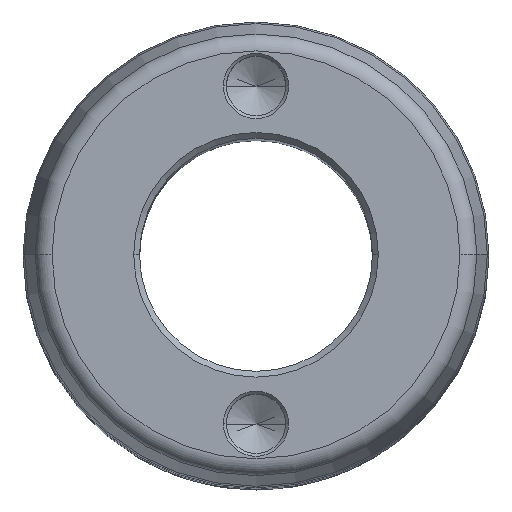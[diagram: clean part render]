
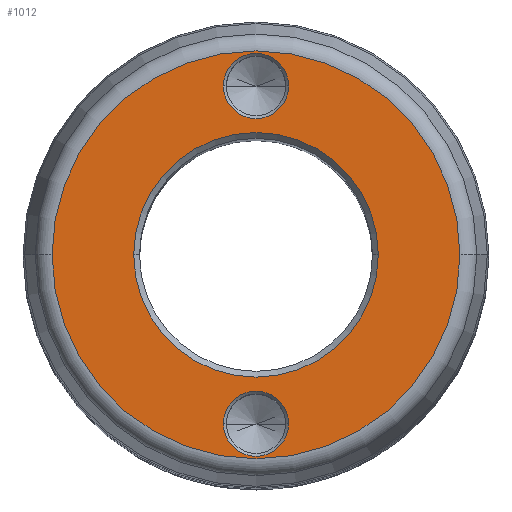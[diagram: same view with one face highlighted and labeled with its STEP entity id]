
A CAD part, top view. The second image highlights one B-rep face of the part: STEP entity #1012.
In plain terms, the highlighted planar face has unit normal (0, 0, 1).
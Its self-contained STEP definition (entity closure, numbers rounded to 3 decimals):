
#28 = CARTESIAN_POINT ( 'NONE',  ( -5.6, 29., 224. ) ) ;
#49 = AXIS2_PLACEMENT_3D ( 'NONE', #1949, #2539, #1659 ) ;
#52 = AXIS2_PLACEMENT_3D ( 'NONE', #3569, #451, #1289 ) ;
#53 = DIRECTION ( 'NONE',  ( 0., 0., 1. ) ) ;
#109 = ORIENTED_EDGE ( 'NONE', *, *, #447, .T. ) ;
#114 = EDGE_LOOP ( 'NONE', ( #424, #3308 ) ) ;
#116 = ORIENTED_EDGE ( 'NONE', *, *, #2831, .T. ) ;
#231 = DIRECTION ( 'NONE',  ( 1., 0., 0. ) ) ;
#260 = DIRECTION ( 'NONE',  ( 0., 0., -1. ) ) ;
#325 = EDGE_CURVE ( 'NONE', #1454, #694, #2860, .T. ) ;
#424 = ORIENTED_EDGE ( 'NONE', *, *, #1405, .T. ) ;
#447 = EDGE_CURVE ( 'NONE', #1406, #2374, #2363, .T. ) ;
#451 = DIRECTION ( 'NONE',  ( 0., 0., -1. ) ) ;
#521 = FACE_BOUND ( 'NONE', #2896, .T. ) ;
#522 = CARTESIAN_POINT ( 'NONE',  ( 0., -29., 224. ) ) ;
#571 = EDGE_CURVE ( 'NONE', #2898, #3078, #3671, .T. ) ;
#584 = AXIS2_PLACEMENT_3D ( 'NONE', #608, #53, #2049 ) ;
#608 = CARTESIAN_POINT ( 'NONE',  ( 0., 0., 224. ) ) ;
#694 = VERTEX_POINT ( 'NONE', #3504 ) ;
#818 = CARTESIAN_POINT ( 'NONE',  ( -21., 0., 224. ) ) ;
#823 = ORIENTED_EDGE ( 'NONE', *, *, #2857, .T. ) ;
#1012 = ADVANCED_FACE ( 'NONE', ( #2776, #1819, #521, #2641 ), #3142, .T. ) ;
#1167 = CIRCLE ( 'NONE', #52, 21. ) ;
#1196 = DIRECTION ( 'NONE',  ( 0., 0., -1. ) ) ;
#1270 = VERTEX_POINT ( 'NONE', #818 ) ;
#1289 = DIRECTION ( 'NONE',  ( 1., 0., 0. ) ) ;
#1333 = DIRECTION ( 'NONE',  ( 1., 0., 0. ) ) ;
#1367 = CARTESIAN_POINT ( 'NONE',  ( 0., -29., 224. ) ) ;
#1396 = DIRECTION ( 'NONE',  ( 1., 0., 0. ) ) ;
#1405 = EDGE_CURVE ( 'NONE', #3078, #2898, #2175, .T. ) ;
#1406 = VERTEX_POINT ( 'NONE', #2875 ) ;
#1446 = ORIENTED_EDGE ( 'NONE', *, *, #3340, .T. ) ;
#1454 = VERTEX_POINT ( 'NONE', #28 ) ;
#1584 = DIRECTION ( 'NONE',  ( 1., 0., 0. ) ) ;
#1659 = DIRECTION ( 'NONE',  ( 1., 0., 0. ) ) ;
#1819 = FACE_BOUND ( 'NONE', #3288, .T. ) ;
#1949 = CARTESIAN_POINT ( 'NONE',  ( 0., 0., 224. ) ) ;
#1972 = CIRCLE ( 'NONE', #49, 21. ) ;
#2012 = DIRECTION ( 'NONE',  ( 1., 0., 0. ) ) ;
#2049 = DIRECTION ( 'NONE',  ( 1., 0., 0. ) ) ;
#2159 = CARTESIAN_POINT ( 'NONE',  ( 0., 29., 224. ) ) ;
#2175 = CIRCLE ( 'NONE', #2286, 35.019 ) ;
#2235 = DIRECTION ( 'NONE',  ( 0., 0., 1. ) ) ;
#2249 = DIRECTION ( 'NONE',  ( 1., 0., 0. ) ) ;
#2286 = AXIS2_PLACEMENT_3D ( 'NONE', #2310, #2865, #1396 ) ;
#2310 = CARTESIAN_POINT ( 'NONE',  ( 0., 0., 224. ) ) ;
#2351 = AXIS2_PLACEMENT_3D ( 'NONE', #2548, #2235, #2249 ) ;
#2352 = CARTESIAN_POINT ( 'NONE',  ( 0., 29., 224. ) ) ;
#2363 = CIRCLE ( 'NONE', #2900, 5.6 ) ;
#2374 = VERTEX_POINT ( 'NONE', #3632 ) ;
#2395 = EDGE_CURVE ( 'NONE', #3520, #1270, #1972, .T. ) ;
#2450 = CARTESIAN_POINT ( 'NONE',  ( 35.019, 0., 224. ) ) ;
#2451 = EDGE_LOOP ( 'NONE', ( #109, #1446 ) ) ;
#2479 = DIRECTION ( 'NONE',  ( 0., 0., -1. ) ) ;
#2539 = DIRECTION ( 'NONE',  ( 0., 0., -1. ) ) ;
#2548 = CARTESIAN_POINT ( 'NONE',  ( 0., 0., 224. ) ) ;
#2556 = AXIS2_PLACEMENT_3D ( 'NONE', #2159, #2731, #1584 ) ;
#2641 = FACE_OUTER_BOUND ( 'NONE', #114, .T. ) ;
#2731 = DIRECTION ( 'NONE',  ( 0., 0., -1. ) ) ;
#2776 = FACE_BOUND ( 'NONE', #2451, .T. ) ;
#2831 = EDGE_CURVE ( 'NONE', #694, #1454, #3560, .T. ) ;
#2857 = EDGE_CURVE ( 'NONE', #1270, #3520, #1167, .T. ) ;
#2860 = CIRCLE ( 'NONE', #2947, 5.6 ) ;
#2865 = DIRECTION ( 'NONE',  ( 0., 0., 1. ) ) ;
#2875 = CARTESIAN_POINT ( 'NONE',  ( 5.6, -29., 224. ) ) ;
#2896 = EDGE_LOOP ( 'NONE', ( #3552, #823 ) ) ;
#2898 = VERTEX_POINT ( 'NONE', #3307 ) ;
#2900 = AXIS2_PLACEMENT_3D ( 'NONE', #1367, #260, #231 ) ;
#2947 = AXIS2_PLACEMENT_3D ( 'NONE', #2352, #1196, #2012 ) ;
#3078 = VERTEX_POINT ( 'NONE', #2450 ) ;
#3142 = PLANE ( 'NONE',  #2351 ) ;
#3156 = CARTESIAN_POINT ( 'NONE',  ( 21., 0., 224. ) ) ;
#3157 = CIRCLE ( 'NONE', #3401, 5.6 ) ;
#3288 = EDGE_LOOP ( 'NONE', ( #116, #3614 ) ) ;
#3307 = CARTESIAN_POINT ( 'NONE',  ( -35.019, 0., 224. ) ) ;
#3308 = ORIENTED_EDGE ( 'NONE', *, *, #571, .T. ) ;
#3340 = EDGE_CURVE ( 'NONE', #2374, #1406, #3157, .T. ) ;
#3401 = AXIS2_PLACEMENT_3D ( 'NONE', #522, #2479, #1333 ) ;
#3504 = CARTESIAN_POINT ( 'NONE',  ( 5.6, 29., 224. ) ) ;
#3520 = VERTEX_POINT ( 'NONE', #3156 ) ;
#3552 = ORIENTED_EDGE ( 'NONE', *, *, #2395, .T. ) ;
#3560 = CIRCLE ( 'NONE', #2556, 5.6 ) ;
#3569 = CARTESIAN_POINT ( 'NONE',  ( 0., 0., 224. ) ) ;
#3614 = ORIENTED_EDGE ( 'NONE', *, *, #325, .T. ) ;
#3632 = CARTESIAN_POINT ( 'NONE',  ( -5.6, -29., 224. ) ) ;
#3671 = CIRCLE ( 'NONE', #584, 35.019 ) ;
